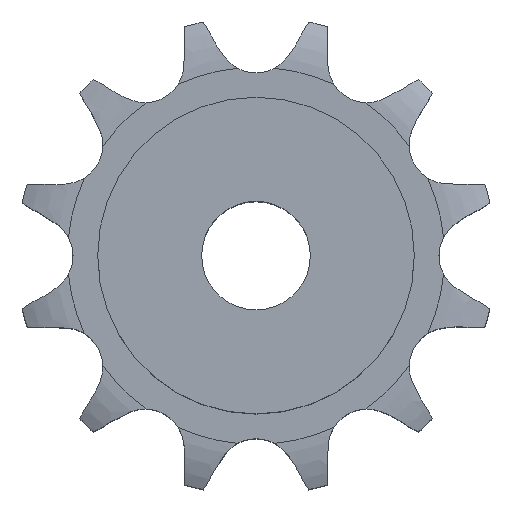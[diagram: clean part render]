
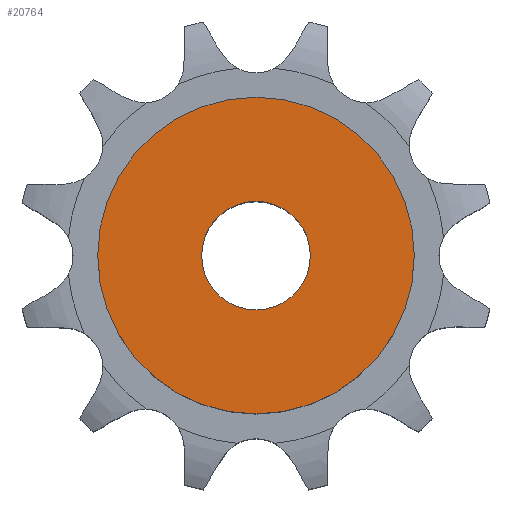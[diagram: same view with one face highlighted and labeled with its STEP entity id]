
A CAD part, top view. The second image highlights one B-rep face of the part: STEP entity #20764.
In plain terms, the highlighted planar face has unit normal (0, 0, 1).
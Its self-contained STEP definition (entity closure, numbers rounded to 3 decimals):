
#11145 = CYLINDRICAL_SURFACE('',#11146,6.);
#11146 = AXIS2_PLACEMENT_3D('',#11147,#11148,#11149);
#11147 = CARTESIAN_POINT('',(0.,0.,93.563));
#11148 = DIRECTION('',(0.,0.,1.));
#11149 = DIRECTION('',(1.,0.,0.));
#14165 = EDGE_CURVE('',#14166,#14166,#14168,.T.);
#14166 = VERTEX_POINT('',#14167);
#14167 = CARTESIAN_POINT('',(6.,0.,35.));
#14168 = SURFACE_CURVE('',#14169,(#14174,#14181),.PCURVE_S1.);
#14169 = CIRCLE('',#14170,6.);
#14170 = AXIS2_PLACEMENT_3D('',#14171,#14172,#14173);
#14171 = CARTESIAN_POINT('',(0.,0.,35.));
#14172 = DIRECTION('',(0.,0.,1.));
#14173 = DIRECTION('',(1.,0.,0.));
#14174 = PCURVE('',#11145,#14175);
#14175 = DEFINITIONAL_REPRESENTATION('',(#14176),#14180);
#14176 = LINE('',#14177,#14178);
#14177 = CARTESIAN_POINT('',(0.,-58.563));
#14178 = VECTOR('',#14179,1.);
#14179 = DIRECTION('',(1.,0.));
#14180 = ( GEOMETRIC_REPRESENTATION_CONTEXT(2) 
PARAMETRIC_REPRESENTATION_CONTEXT() REPRESENTATION_CONTEXT('2D SPACE',''
  ) );
#14181 = PCURVE('',#14182,#14187);
#14182 = PLANE('',#14183);
#14183 = AXIS2_PLACEMENT_3D('',#14184,#14185,#14186);
#14184 = CARTESIAN_POINT('',(0.,0.,35.)
  );
#14185 = DIRECTION('',(0.,0.,1.));
#14186 = DIRECTION('',(1.,0.,0.));
#14187 = DEFINITIONAL_REPRESENTATION('',(#14188),#14192);
#14188 = CIRCLE('',#14189,6.);
#14189 = AXIS2_PLACEMENT_2D('',#14190,#14191);
#14190 = CARTESIAN_POINT('',(0.,0.));
#14191 = DIRECTION('',(1.,0.));
#14192 = ( GEOMETRIC_REPRESENTATION_CONTEXT(2) 
PARAMETRIC_REPRESENTATION_CONTEXT() REPRESENTATION_CONTEXT('2D SPACE',''
  ) );
#20764 = ADVANCED_FACE('',(#20765,#20796),#14182,.T.);
#20765 = FACE_BOUND('',#20766,.T.);
#20766 = EDGE_LOOP('',(#20767));
#20767 = ORIENTED_EDGE('',*,*,#20768,.T.);
#20768 = EDGE_CURVE('',#20769,#20769,#20771,.T.);
#20769 = VERTEX_POINT('',#20770);
#20770 = CARTESIAN_POINT('',(17.5,0.,35.));
#20771 = SURFACE_CURVE('',#20772,(#20777,#20784),.PCURVE_S1.);
#20772 = CIRCLE('',#20773,17.5);
#20773 = AXIS2_PLACEMENT_3D('',#20774,#20775,#20776);
#20774 = CARTESIAN_POINT('',(0.,0.,35.));
#20775 = DIRECTION('',(0.,0.,1.));
#20776 = DIRECTION('',(1.,0.,0.));
#20777 = PCURVE('',#14182,#20778);
#20778 = DEFINITIONAL_REPRESENTATION('',(#20779),#20783);
#20779 = CIRCLE('',#20780,17.5);
#20780 = AXIS2_PLACEMENT_2D('',#20781,#20782);
#20781 = CARTESIAN_POINT('',(0.,0.));
#20782 = DIRECTION('',(1.,0.));
#20783 = ( GEOMETRIC_REPRESENTATION_CONTEXT(2) 
PARAMETRIC_REPRESENTATION_CONTEXT() REPRESENTATION_CONTEXT('2D SPACE',''
  ) );
#20784 = PCURVE('',#20785,#20790);
#20785 = CYLINDRICAL_SURFACE('',#20786,17.5);
#20786 = AXIS2_PLACEMENT_3D('',#20787,#20788,#20789);
#20787 = CARTESIAN_POINT('',(0.,0.,0.));
#20788 = DIRECTION('',(-0.,-0.,-1.));
#20789 = DIRECTION('',(1.,0.,0.));
#20790 = DEFINITIONAL_REPRESENTATION('',(#20791),#20795);
#20791 = LINE('',#20792,#20793);
#20792 = CARTESIAN_POINT('',(-0.,-35.));
#20793 = VECTOR('',#20794,1.);
#20794 = DIRECTION('',(-1.,0.));
#20795 = ( GEOMETRIC_REPRESENTATION_CONTEXT(2) 
PARAMETRIC_REPRESENTATION_CONTEXT() REPRESENTATION_CONTEXT('2D SPACE',''
  ) );
#20796 = FACE_BOUND('',#20797,.T.);
#20797 = EDGE_LOOP('',(#20798));
#20798 = ORIENTED_EDGE('',*,*,#14165,.F.);
